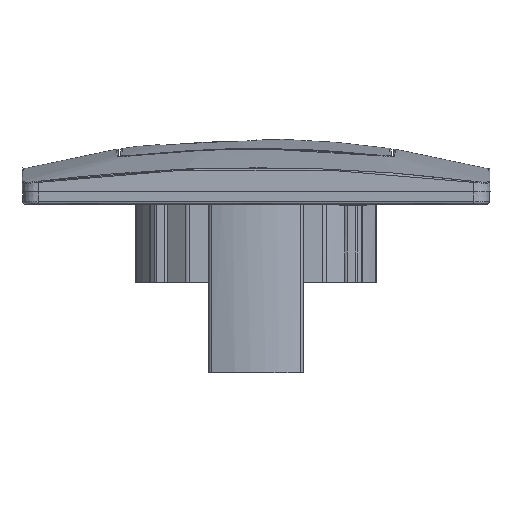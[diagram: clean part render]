
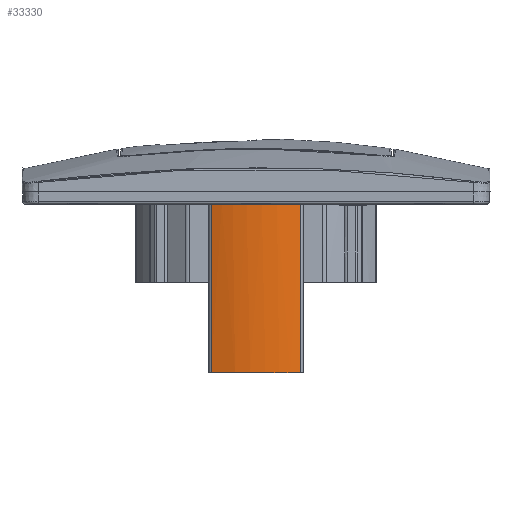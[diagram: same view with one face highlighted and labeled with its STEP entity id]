
A CAD part, left-side view. The second image highlights one B-rep face of the part: STEP entity #33330.
In plain terms, the highlighted cylindrical face has radius 26.045 mm (diameter 52.09 mm), a partial arc.
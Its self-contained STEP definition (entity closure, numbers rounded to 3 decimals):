
#920 = EDGE_LOOP ( 'NONE', ( #39622, #72878, #88308, #19205 ) ) ;
#1203 = CARTESIAN_POINT ( 'NONE',  ( -24.699, -8.263, 0. ) ) ;
#2803 = VERTEX_POINT ( 'NONE', #34924 ) ;
#13824 = CARTESIAN_POINT ( 'NONE',  ( -24.699, -8.263, -31. ) ) ;
#15384 = B_SPLINE_CURVE_WITH_KNOTS ( 'NONE', 3,
 ( #105665, #44641, #44002, #43339 ),
 .UNSPECIFIED., .F., .F.,
 ( 4, 4 ),
 ( 0., 1. ),
 .UNSPECIFIED. ) ;
#15897 = CARTESIAN_POINT ( 'NONE',  ( 0., 0., 0. ) ) ;
#16727 = CARTESIAN_POINT ( 'NONE',  ( -25.589, 5.605, 0. ) ) ;
#19205 = ORIENTED_EDGE ( 'NONE', *, *, #89658, .T. ) ;
#20507 = B_SPLINE_CURVE_WITH_KNOTS ( 'NONE', 3,
 ( #76892, #56072, #84987, #108371, #46673, #13824 ),
 .UNSPECIFIED., .F., .F.,
 ( 4, 2, 4 ),
 ( 0., 0.5, 1. ),
 .UNSPECIFIED. ) ;
#25964 = DIRECTION ( 'NONE',  ( 0., 0., -1. ) ) ;
#29720 = B_SPLINE_CURVE_WITH_KNOTS ( 'NONE', 3,
 ( #71576, #47592, #131889, #91017, #16727, #91670 ),
 .UNSPECIFIED., .F., .F.,
 ( 4, 2, 4 ),
 ( 0., 0.5, 1. ),
 .UNSPECIFIED. ) ;
#32286 = VERTEX_POINT ( 'NONE', #1203 ) ;
#32592 = VERTEX_POINT ( 'NONE', #114882 ) ;
#33330 = ADVANCED_FACE ( 'NONE', ( #118491 ), #89017, .T. ) ;
#34924 = CARTESIAN_POINT ( 'NONE',  ( -24.699, 8.263, 0. ) ) ;
#39622 = ORIENTED_EDGE ( 'NONE', *, *, #59889, .T. ) ;
#41127 = CARTESIAN_POINT ( 'NONE',  ( -24.699, -8.263, -20.667 ) ) ;
#43339 = CARTESIAN_POINT ( 'NONE',  ( -24.699, 8.263, -31. ) ) ;
#44002 = CARTESIAN_POINT ( 'NONE',  ( -24.699, 8.263, -20.667 ) ) ;
#44641 = CARTESIAN_POINT ( 'NONE',  ( -24.699, 8.263, -10.333 ) ) ;
#46673 = CARTESIAN_POINT ( 'NONE',  ( -25.589, -5.605, -31. ) ) ;
#47592 = CARTESIAN_POINT ( 'NONE',  ( -25.589, -5.605, 0. ) ) ;
#50940 = VERTEX_POINT ( 'NONE', #108326 ) ;
#51149 = CARTESIAN_POINT ( 'NONE',  ( -24.699, -8.263, -31. ) ) ;
#56072 = CARTESIAN_POINT ( 'NONE',  ( -25.589, 5.605, -31. ) ) ;
#56156 = DIRECTION ( 'NONE',  ( -0.948, -0.317, 0. ) ) ;
#59889 = EDGE_CURVE ( 'NONE', #32592, #50940, #20507, .T. ) ;
#71576 = CARTESIAN_POINT ( 'NONE',  ( -24.699, -8.263, 0. ) ) ;
#72878 = ORIENTED_EDGE ( 'NONE', *, *, #132185, .T. ) ;
#76892 = CARTESIAN_POINT ( 'NONE',  ( -24.699, 8.263, -31. ) ) ;
#78946 = AXIS2_PLACEMENT_3D ( 'NONE', #15897, #25964, #56156 ) ;
#82043 = CARTESIAN_POINT ( 'NONE',  ( -24.699, -8.263, -10.333 ) ) ;
#84987 = CARTESIAN_POINT ( 'NONE',  ( -26.045, 2.803, -31. ) ) ;
#86962 = B_SPLINE_CURVE_WITH_KNOTS ( 'NONE', 3,
 ( #51149, #41127, #82043, #92748 ),
 .UNSPECIFIED., .F., .F.,
 ( 4, 4 ),
 ( 0., 1. ),
 .UNSPECIFIED. ) ;
#88308 = ORIENTED_EDGE ( 'NONE', *, *, #120989, .T. ) ;
#89017 = CYLINDRICAL_SURFACE ( 'NONE', #78946, 26.045 ) ;
#89658 = EDGE_CURVE ( 'NONE', #2803, #32592, #15384, .T. ) ;
#91017 = CARTESIAN_POINT ( 'NONE',  ( -26.045, 2.803, 0. ) ) ;
#91670 = CARTESIAN_POINT ( 'NONE',  ( -24.699, 8.263, 0. ) ) ;
#92748 = CARTESIAN_POINT ( 'NONE',  ( -24.699, -8.263, 0. ) ) ;
#105665 = CARTESIAN_POINT ( 'NONE',  ( -24.699, 8.263, 0. ) ) ;
#108326 = CARTESIAN_POINT ( 'NONE',  ( -24.699, -8.263, -31. ) ) ;
#108371 = CARTESIAN_POINT ( 'NONE',  ( -26.045, -2.803, -31. ) ) ;
#114882 = CARTESIAN_POINT ( 'NONE',  ( -24.699, 8.263, -31. ) ) ;
#118491 = FACE_OUTER_BOUND ( 'NONE', #920, .T. ) ;
#120989 = EDGE_CURVE ( 'NONE', #32286, #2803, #29720, .T. ) ;
#131889 = CARTESIAN_POINT ( 'NONE',  ( -26.045, -2.803, 0. ) ) ;
#132185 = EDGE_CURVE ( 'NONE', #50940, #32286, #86962, .T. ) ;
